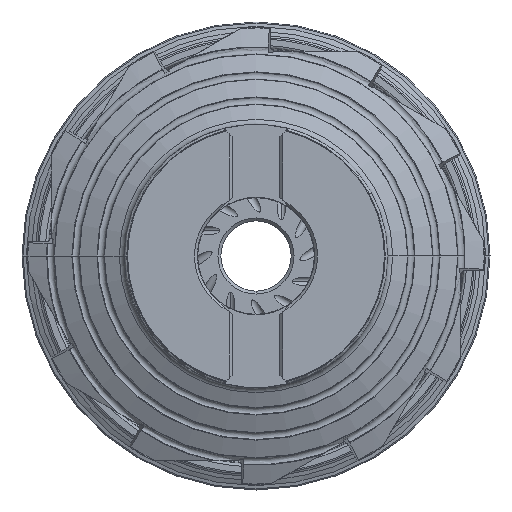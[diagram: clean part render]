
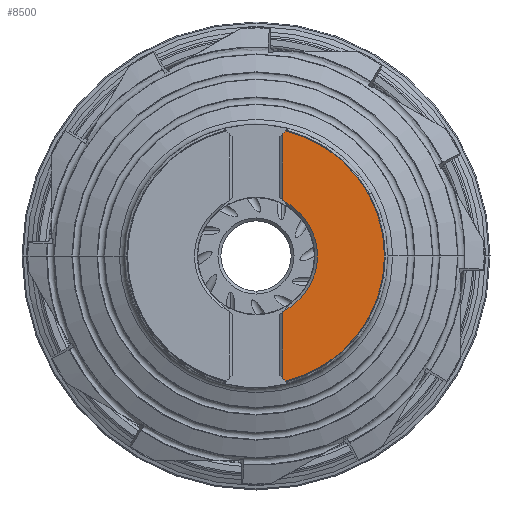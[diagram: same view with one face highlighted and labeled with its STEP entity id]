
A CAD part, left-side view. The second image highlights one B-rep face of the part: STEP entity #8500.
In plain terms, the highlighted planar face has unit normal (-1, 0, 0).
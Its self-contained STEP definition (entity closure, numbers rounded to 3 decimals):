
#73 = AXIS2_PLACEMENT_3D ( 'NONE', #9457, #16906, #173 ) ;
#173 = DIRECTION ( 'NONE',  ( 0., 0., -1. ) ) ;
#316 = CARTESIAN_POINT ( 'NONE',  ( -49., -9.15, -40.853 ) ) ;
#734 = PLANE ( 'NONE',  #13927 ) ;
#1061 = EDGE_CURVE ( 'NONE', #19238, #4524, #18756, .T. ) ;
#1073 = CARTESIAN_POINT ( 'NONE',  ( -49., -9.15, 40.853 ) ) ;
#1078 = CARTESIAN_POINT ( 'NONE',  ( -49., -9.15, 19.015 ) ) ;
#1211 = AXIS2_PLACEMENT_3D ( 'NONE', #19253, #5064, #21579 ) ;
#1217 = CIRCLE ( 'NONE', #73, 21.025 ) ;
#1223 = EDGE_CURVE ( 'NONE', #5141, #22284, #11902, .T. ) ;
#1861 = VERTEX_POINT ( 'NONE', #23217 ) ;
#2438 = EDGE_CURVE ( 'NONE', #15201, #19238, #1217, .T. ) ;
#3505 = CARTESIAN_POINT ( 'NONE',  ( -49., -12., 16.187 ) ) ;
#3561 = DIRECTION ( 'NONE',  ( 0., -0.707, 0.707 ) ) ;
#3687 = EDGE_CURVE ( 'NONE', #12875, #4524, #13911, .T. ) ;
#4286 = EDGE_CURVE ( 'NONE', #12875, #18540, #14678, .T. ) ;
#4316 = VECTOR ( 'NONE', #16099, 1000. ) ;
#4453 = EDGE_CURVE ( 'NONE', #1861, #22284, #6717, .T. ) ;
#4524 = VERTEX_POINT ( 'NONE', #1078 ) ;
#5064 = DIRECTION ( 'NONE',  ( -1., 0., 0. ) ) ;
#5141 = VERTEX_POINT ( 'NONE', #7363 ) ;
#5158 = ORIENTED_EDGE ( 'NONE', *, *, #2438, .F. ) ;
#5485 = VECTOR ( 'NONE', #22343, 1000. ) ;
#5584 = CARTESIAN_POINT ( 'NONE',  ( -49., -12., -16.187 ) ) ;
#6600 = DIRECTION ( 'NONE',  ( 0., 0., -1. ) ) ;
#6717 = LINE ( 'NONE', #19289, #24097 ) ;
#6723 = CIRCLE ( 'NONE', #1211, 43.922 ) ;
#7363 = CARTESIAN_POINT ( 'NONE',  ( -49., -9.15, -19.015 ) ) ;
#7486 = EDGE_LOOP ( 'NONE', ( #20695, #16424, #23957, #7685, #10422, #18656, #5158, #23853 ) ) ;
#7607 = EDGE_CURVE ( 'NONE', #5141, #15201, #18409, .T. ) ;
#7685 = ORIENTED_EDGE ( 'NONE', *, *, #4286, .F. ) ;
#8231 = VECTOR ( 'NONE', #15221, 1000. ) ;
#8500 = ADVANCED_FACE ( 'NONE', ( #10152 ), #734, .F. ) ;
#9457 = CARTESIAN_POINT ( 'NONE',  ( -49., 0., 0. ) ) ;
#10141 = DIRECTION ( 'NONE',  ( 0., 0.707, 0.707 ) ) ;
#10152 = FACE_OUTER_BOUND ( 'NONE', #7486, .T. ) ;
#10360 = VECTOR ( 'NONE', #11093, 1000. ) ;
#10422 = ORIENTED_EDGE ( 'NONE', *, *, #3687, .T. ) ;
#10895 = EDGE_CURVE ( 'NONE', #1861, #18540, #6723, .T. ) ;
#11093 = DIRECTION ( 'NONE',  ( 0., -0.71, 0.704 ) ) ;
#11902 = LINE ( 'NONE', #316, #8231 ) ;
#12083 = CARTESIAN_POINT ( 'NONE',  ( -49., -45., -51.168 ) ) ;
#12875 = VERTEX_POINT ( 'NONE', #20746 ) ;
#13735 = CARTESIAN_POINT ( 'NONE',  ( -49., -9.32, -18.847 ) ) ;
#13911 = LINE ( 'NONE', #1073, #4316 ) ;
#13927 = AXIS2_PLACEMENT_3D ( 'NONE', #12083, #16110, #6600 ) ;
#14678 = LINE ( 'NONE', #22144, #22941 ) ;
#15201 = VERTEX_POINT ( 'NONE', #13735 ) ;
#15221 = DIRECTION ( 'NONE',  ( 0., 0., -1. ) ) ;
#16099 = DIRECTION ( 'NONE',  ( 0., 0., -1. ) ) ;
#16110 = DIRECTION ( 'NONE',  ( 1., 0., 0. ) ) ;
#16424 = ORIENTED_EDGE ( 'NONE', *, *, #4453, .F. ) ;
#16906 = DIRECTION ( 'NONE',  ( -1., 0., 0. ) ) ;
#17401 = CARTESIAN_POINT ( 'NONE',  ( -49., -9.32, 18.847 ) ) ;
#17594 = CARTESIAN_POINT ( 'NONE',  ( -49., -9.15, -41.803 ) ) ;
#18409 = LINE ( 'NONE', #5584, #10360 ) ;
#18540 = VERTEX_POINT ( 'NONE', #21923 ) ;
#18656 = ORIENTED_EDGE ( 'NONE', *, *, #1061, .F. ) ;
#18756 = LINE ( 'NONE', #3505, #5485 ) ;
#19238 = VERTEX_POINT ( 'NONE', #17401 ) ;
#19253 = CARTESIAN_POINT ( 'NONE',  ( -49., 0., 0. ) ) ;
#19289 = CARTESIAN_POINT ( 'NONE',  ( -49., -8.2, -40.853 ) ) ;
#20695 = ORIENTED_EDGE ( 'NONE', *, *, #1223, .T. ) ;
#20746 = CARTESIAN_POINT ( 'NONE',  ( -49., -9.15, 41.803 ) ) ;
#21579 = DIRECTION ( 'NONE',  ( 0., 0., -1. ) ) ;
#21923 = CARTESIAN_POINT ( 'NONE',  ( -49., -10.094, 42.747 ) ) ;
#22144 = CARTESIAN_POINT ( 'NONE',  ( -49., -8.2, 40.853 ) ) ;
#22284 = VERTEX_POINT ( 'NONE', #17594 ) ;
#22343 = DIRECTION ( 'NONE',  ( 0., 0.71, 0.704 ) ) ;
#22941 = VECTOR ( 'NONE', #3561, 1000. ) ;
#23217 = CARTESIAN_POINT ( 'NONE',  ( -49., -10.094, -42.747 ) ) ;
#23853 = ORIENTED_EDGE ( 'NONE', *, *, #7607, .F. ) ;
#23957 = ORIENTED_EDGE ( 'NONE', *, *, #10895, .T. ) ;
#24097 = VECTOR ( 'NONE', #10141, 1000. ) ;
